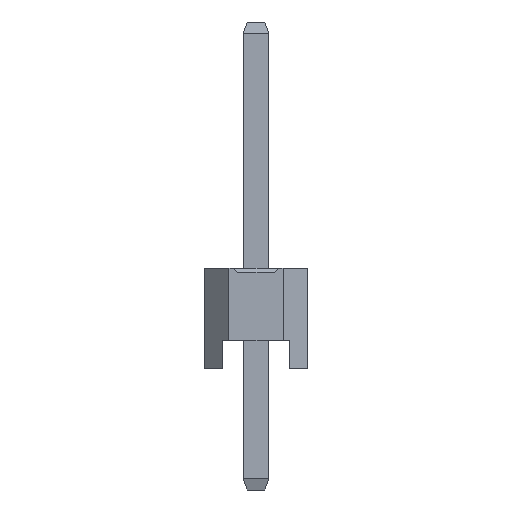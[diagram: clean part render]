
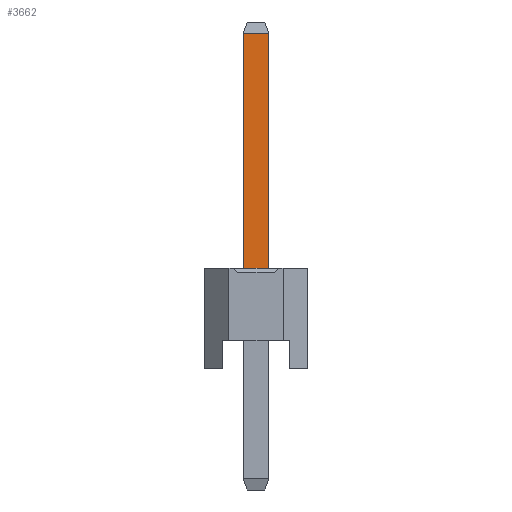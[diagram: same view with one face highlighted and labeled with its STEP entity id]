
A CAD part, left-side view. The second image highlights one B-rep face of the part: STEP entity #3662.
In plain terms, the highlighted planar face has unit normal (-1, 0, 0).
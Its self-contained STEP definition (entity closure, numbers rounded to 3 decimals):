
#3662=ADVANCED_FACE('',(#9587),#9589,.T.);
#9587=FACE_BOUND('',#9588,.T.);
#9588=EDGE_LOOP('',(#14227,#14228,#14229,#14230));
#9589=PLANE('',#9590);
#9590=AXIS2_PLACEMENT_3D('',#9591,#9592,#9593);
#9591=CARTESIAN_POINT('',(-0.32,0.32,-3.));
#9592=DIRECTION('',(-1.,0.,0.));
#9593=DIRECTION('',(0.,-1.,0.));
#14227=ORIENTED_EDGE('',*,*,#16936,.F.);
#14228=ORIENTED_EDGE('',*,*,#16931,.F.);
#14229=ORIENTED_EDGE('',*,*,#16046,.T.);
#14230=ORIENTED_EDGE('',*,*,#16935,.T.);
#16046=EDGE_CURVE('',#18354,#18358,#18360,.T.);
#16931=EDGE_CURVE('',#18354,#19684,#19687,.T.);
#16935=EDGE_CURVE('',#18358,#19691,#19693,.T.);
#16936=EDGE_CURVE('',#19684,#19691,#19694,.T.);
#18354=VERTEX_POINT('',#22308);
#18358=VERTEX_POINT('',#22316);
#18360=LINE('',#22320,#22321);
#19684=VERTEX_POINT('',#25410);
#19687=LINE('',#25417,#25418);
#19691=VERTEX_POINT('',#25427);
#19693=LINE('',#25431,#25432);
#19694=LINE('',#25434,#25435);
#22308=CARTESIAN_POINT('',(-0.32,0.32,2.5));
#22316=CARTESIAN_POINT('',(-0.32,-0.32,2.5));
#22320=CARTESIAN_POINT('',(-0.32,0.32,2.5));
#22321=VECTOR('',#22322,1.);
#22322=DIRECTION('',(0.,-1.,0.));
#25410=CARTESIAN_POINT('',(-0.32,0.32,8.325));
#25417=CARTESIAN_POINT('',(-0.32,0.32,2.5));
#25418=VECTOR('',#25419,1.);
#25419=DIRECTION('',(0.,0.,1.));
#25427=CARTESIAN_POINT('',(-0.32,-0.32,8.325));
#25431=CARTESIAN_POINT('',(-0.32,-0.32,2.5));
#25432=VECTOR('',#25433,1.);
#25433=DIRECTION('',(0.,0.,1.));
#25434=CARTESIAN_POINT('',(-0.32,0.32,8.325));
#25435=VECTOR('',#25436,1.);
#25436=DIRECTION('',(0.,-1.,0.));
